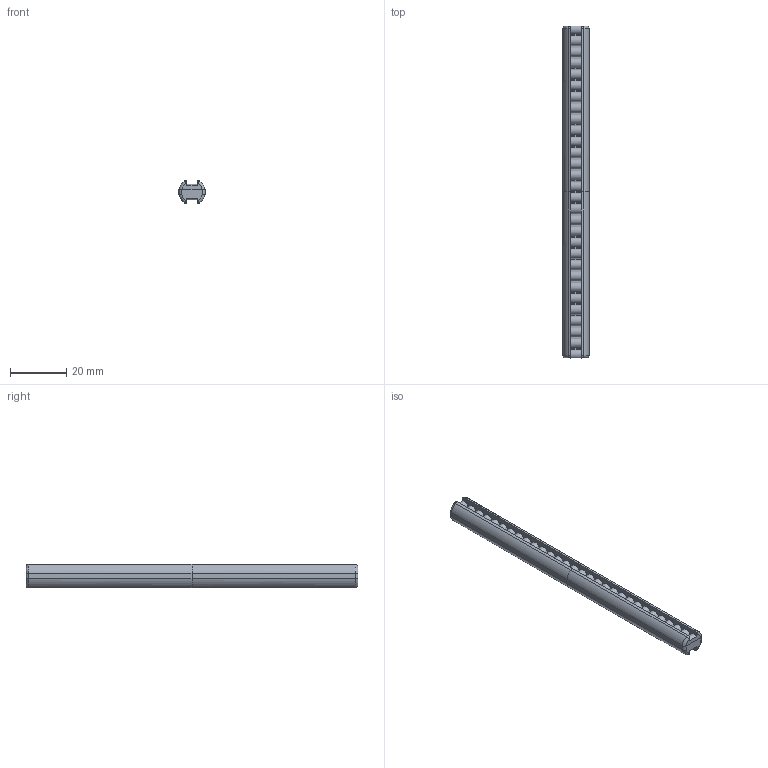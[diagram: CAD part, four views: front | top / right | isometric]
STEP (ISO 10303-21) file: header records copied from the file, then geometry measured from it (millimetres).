
FILE_DESCRIPTION((''),'2;1');
FILE_NAME('M30.stp','2021-05-17T10:56:26',(''),(''),'AutoCAD STEP 2000i','AutoCAD 2000i',', , ');
FILE_SCHEMA(('CONFIG_CONTROL_DESIGN'));
Length unit declared in the file: millimetre
Products named in the file (1): M30
Bounding box: 9.3 x 118.5 x 8.4 mm (x, y, z)
Surface area: 4927.7 mm2 (no closed solid volume)
Topology: 0 solids, 0 shells, 174 faces, 964 edges, 964 vertices
Faces by surface type: bspline 174
Entity records: 15178 total; most frequent: CARTESIAN_POINT 10879, QUASI_UNIFORM_CURVE 1416, PCURVE 964, COMPOSITE_CURVE_SEGMENT 964, B_SPLINE_CURVE_WITH_KNOTS 392, OUTER_BOUNDARY_CURVE 174, CURVE_BOUNDED_SURFACE 174, QUASI_UNIFORM_SURFACE 78
